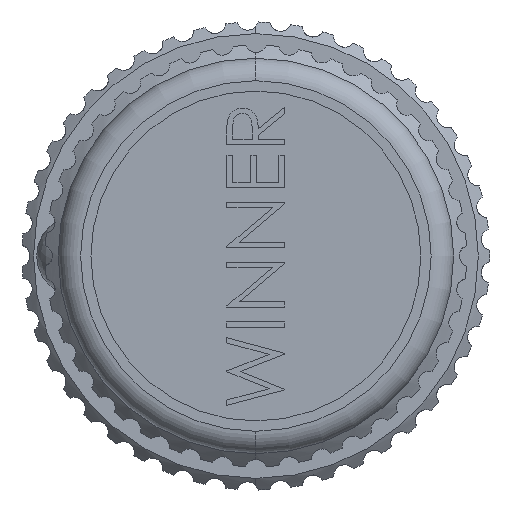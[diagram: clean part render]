
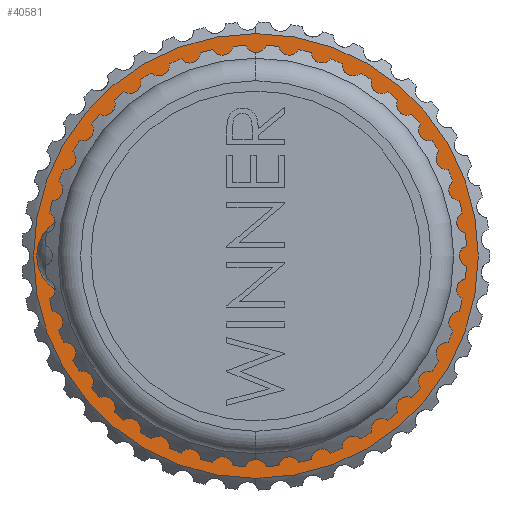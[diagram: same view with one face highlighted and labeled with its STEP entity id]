
A CAD part, left-side view. The second image highlights one B-rep face of the part: STEP entity #40581.
In plain terms, the highlighted planar face has unit normal (-1, 0, 0).
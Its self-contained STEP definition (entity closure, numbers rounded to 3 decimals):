
#7297 = ORIENTED_EDGE ( 'NONE', *, *, #50629, .F. ) ;
#8289 = CIRCLE ( 'NONE', #42789, 8.56 ) ;
#8970 = AXIS2_PLACEMENT_3D ( 'NONE', #10444, #47034, #47445 ) ;
#9139 = DIRECTION ( 'NONE',  ( -1., 0., 0. ) ) ;
#10062 = EDGE_LOOP ( 'NONE', ( #44613, #7297 ) ) ;
#10444 = CARTESIAN_POINT ( 'NONE',  ( -19.56, 0., 0. ) ) ;
#14992 = AXIS2_PLACEMENT_3D ( 'NONE', #22836, #27098, #27473 ) ;
#15081 = EDGE_LOOP ( 'NONE', ( #38786, #36854 ) ) ;
#15844 = CIRCLE ( 'NONE', #26660, 15.3 ) ;
#18171 = VERTEX_POINT ( 'NONE', #44746 ) ;
#20737 = DIRECTION ( 'NONE',  ( 0., 0., 1. ) ) ;
#21078 = EDGE_CURVE ( 'NONE', #51069, #18171, #8289, .T. ) ;
#22836 = CARTESIAN_POINT ( 'NONE',  ( -19.56, 0., 0. ) ) ;
#26660 = AXIS2_PLACEMENT_3D ( 'NONE', #50010, #9139, #59433 ) ;
#27098 = DIRECTION ( 'NONE',  ( -1., 0., 0. ) ) ;
#27142 = CARTESIAN_POINT ( 'NONE',  ( -19.56, 0., 0. ) ) ;
#27473 = DIRECTION ( 'NONE',  ( 0., 0., 1. ) ) ;
#33045 = VERTEX_POINT ( 'NONE', #51139 ) ;
#36854 = ORIENTED_EDGE ( 'NONE', *, *, #44609, .T. ) ;
#37028 = FACE_BOUND ( 'NONE', #10062, .T. ) ;
#38786 = ORIENTED_EDGE ( 'NONE', *, *, #44127, .T. ) ;
#40581 = ADVANCED_FACE ( 'NONE', ( #37028, #47878 ), #59201, .T. ) ;
#41391 = AXIS2_PLACEMENT_3D ( 'NONE', #42995, #53117, #20737 ) ;
#42789 = AXIS2_PLACEMENT_3D ( 'NONE', #27142, #50420, #50022 ) ;
#42995 = CARTESIAN_POINT ( 'NONE',  ( -19.56, 0., 0. ) ) ;
#43254 = CARTESIAN_POINT ( 'NONE',  ( -19.56, 0., 15.3 ) ) ;
#44127 = EDGE_CURVE ( 'NONE', #33045, #56708, #52743, .T. ) ;
#44609 = EDGE_CURVE ( 'NONE', #56708, #33045, #15844, .T. ) ;
#44613 = ORIENTED_EDGE ( 'NONE', *, *, #21078, .F. ) ;
#44746 = CARTESIAN_POINT ( 'NONE',  ( -19.56, 0., -8.56 ) ) ;
#47034 = DIRECTION ( 'NONE',  ( -1., 0., 0. ) ) ;
#47445 = DIRECTION ( 'NONE',  ( 0., 0., 1. ) ) ;
#47878 = FACE_OUTER_BOUND ( 'NONE', #15081, .T. ) ;
#50010 = CARTESIAN_POINT ( 'NONE',  ( -19.56, 0., 0. ) ) ;
#50022 = DIRECTION ( 'NONE',  ( 0., 0., 1. ) ) ;
#50420 = DIRECTION ( 'NONE',  ( -1., 0., 0. ) ) ;
#50629 = EDGE_CURVE ( 'NONE', #18171, #51069, #58794, .T. ) ;
#51069 = VERTEX_POINT ( 'NONE', #55862 ) ;
#51139 = CARTESIAN_POINT ( 'NONE',  ( -19.56, 0., -15.3 ) ) ;
#52743 = CIRCLE ( 'NONE', #41391, 15.3 ) ;
#53117 = DIRECTION ( 'NONE',  ( -1., 0., 0. ) ) ;
#55862 = CARTESIAN_POINT ( 'NONE',  ( -19.56, 0., 8.56 ) ) ;
#56708 = VERTEX_POINT ( 'NONE', #43254 ) ;
#58794 = CIRCLE ( 'NONE', #8970, 8.56 ) ;
#59201 = PLANE ( 'NONE',  #14992 ) ;
#59433 = DIRECTION ( 'NONE',  ( 0., 0., 1. ) ) ;
